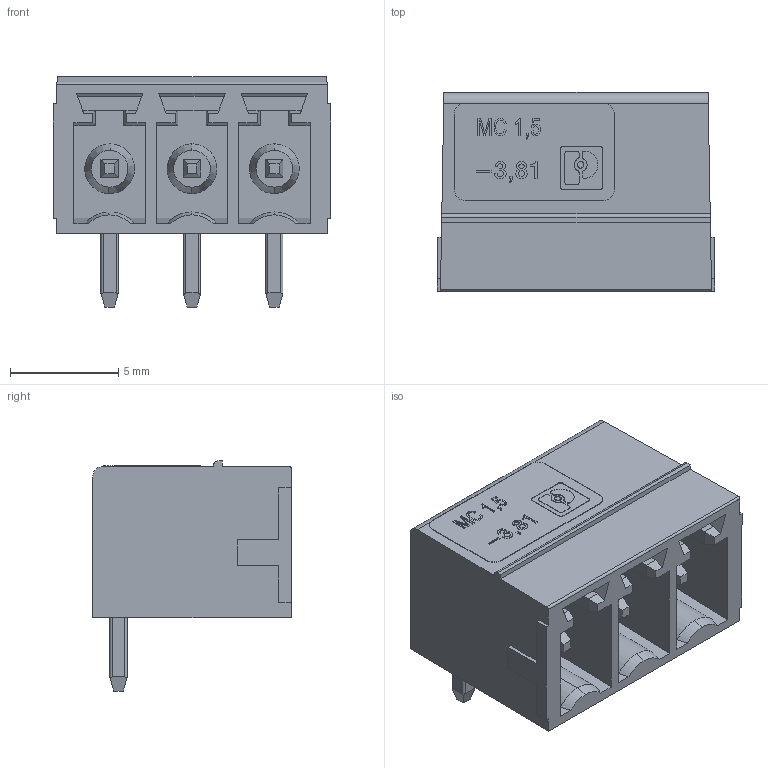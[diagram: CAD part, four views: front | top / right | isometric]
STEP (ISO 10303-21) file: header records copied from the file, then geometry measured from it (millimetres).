
FILE_DESCRIPTION(('STEP AP242'),'1');
FILE_NAME('1803280.stp','2024-04-17T21:03:49',('TraceParts'),('TraceParts S.A.'),'Spatial InterOp 3D',' ',' ');
FILE_SCHEMA(('AP242_MANAGED_MODEL_BASED_3D_ENGINEERING_MIM_LF {1 0 10303 442 1 1 4}'));
Length unit declared in the file: millimetre
Products named in the file (1): 1803280_1
Bounding box: 12.82 x 9.2 x 10.65 mm (x, y, z)
Volume: 445.6 mm3; surface area: 1205.7 mm2
Topology: 4 solids, 4 shells, 637 faces, 1795 edges, 1185 vertices
Faces by surface type: plane 528, cylinder 60, bspline 19, torus 12, cone 12, sphere 6
Entity records: 33653 total; most frequent: CARTESIAN_POINT 5182, ORIENTED_EDGE 3578, DIRECTION 3079, STYLED_ITEM 2035, PRESENTATION_STYLE_ASSIGNMENT 2035, COLOUR_RGB 2035, EDGE_CURVE 1789, LINE 1543
